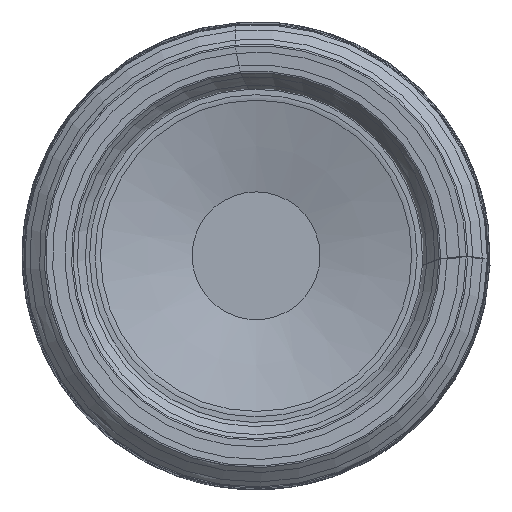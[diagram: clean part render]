
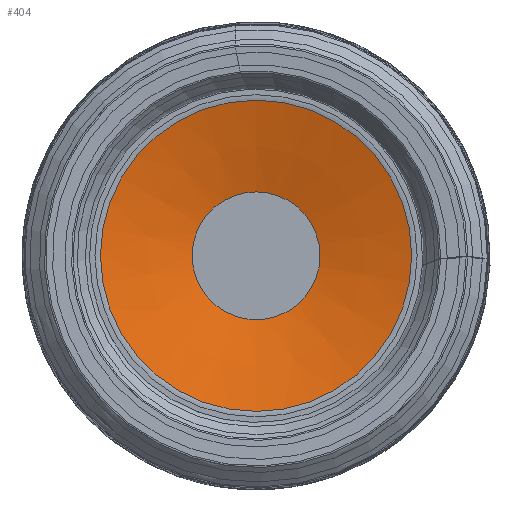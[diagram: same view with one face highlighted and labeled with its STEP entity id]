
A CAD part, left-side view. The second image highlights one B-rep face of the part: STEP entity #404.
In plain terms, the highlighted conical face has half-angle 75 degrees and reference radius 29.491 mm.
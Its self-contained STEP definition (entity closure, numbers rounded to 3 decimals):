
#55=CONICAL_SURFACE('',#1852,29.491,75.);
#85=FACE_BOUND('',#691,.T.);
#86=FACE_BOUND('',#692,.T.);
#404=ADVANCED_FACE('',(#85,#86),#55,.F.);
#691=EDGE_LOOP('',(#1278));
#692=EDGE_LOOP('',(#1279));
#878=CIRCLE('',#1849,29.491);
#879=CIRCLE('',#1851,12.112);
#1278=ORIENTED_EDGE('',*,*,#1623,.F.);
#1279=ORIENTED_EDGE('',*,*,#1622,.T.);
#1413=VERTEX_POINT('',#4606);
#1414=VERTEX_POINT('',#4609);
#1622=EDGE_CURVE('',#1413,#1413,#878,.T.);
#1623=EDGE_CURVE('',#1414,#1414,#879,.T.);
#1849=AXIS2_PLACEMENT_3D('',#4605,#2227,#2228);
#1851=AXIS2_PLACEMENT_3D('',#4608,#2231,#2232);
#1852=AXIS2_PLACEMENT_3D('',#4610,#2233,#2234);
#2227=DIRECTION('',(-1.,0.,0.));
#2228=DIRECTION('',(0.,0.,1.));
#2231=DIRECTION('',(-1.,0.,0.));
#2232=DIRECTION('',(0.,0.,1.));
#2233=DIRECTION('',(-1.,0.,0.));
#2234=DIRECTION('',(0.,0.,1.));
#4605=CARTESIAN_POINT('',(3.836,0.,0.));
#4606=CARTESIAN_POINT('',(3.836,0.,29.491));
#4608=CARTESIAN_POINT('',(8.493,0.,0.));
#4609=CARTESIAN_POINT('',(8.493,0.,12.112));
#4610=CARTESIAN_POINT('',(3.836,0.,0.));
